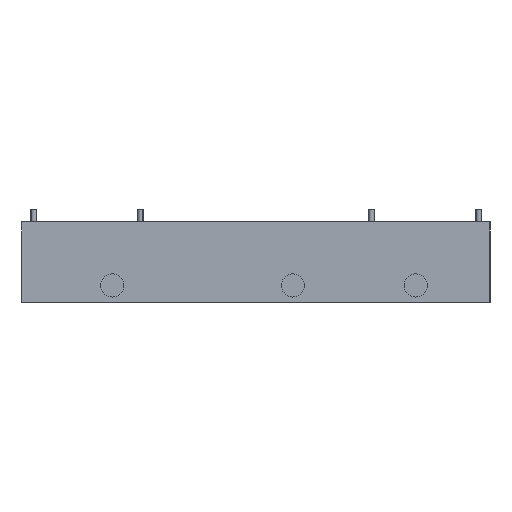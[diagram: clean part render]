
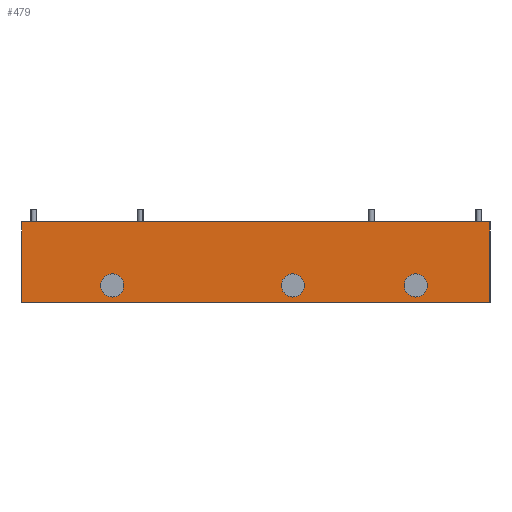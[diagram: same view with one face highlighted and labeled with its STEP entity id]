
A CAD part, left-side view. The second image highlights one B-rep face of the part: STEP entity #479.
In plain terms, the highlighted face is planar.
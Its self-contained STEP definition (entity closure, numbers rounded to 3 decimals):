
#84 = CARTESIAN_POINT ( 'NONE',  ( 148.844, 0., -3.175 ) ) ;
#180 = CARTESIAN_POINT ( 'NONE',  ( 0., 0., 6.35 ) ) ;
#434 = CARTESIAN_POINT ( 'NONE',  ( 257.175, 0., 6.35 ) ) ;
#479 = ADVANCED_FACE ( 'NONE', ( #7254, #526, #8691, #14084 ), #15538, .F. ) ;
#490 = CIRCLE ( 'NONE', #13006, 6.35 ) ;
#526 = FACE_BOUND ( 'NONE', #14923, .T. ) ;
#632 = AXIS2_PLACEMENT_3D ( 'NONE', #180, #10828, #21046 ) ;
#863 = EDGE_CURVE ( 'NONE', #16965, #19072, #13844, .T. ) ;
#968 = DIRECTION ( 'NONE',  ( 0., 0., -1. ) ) ;
#970 = CARTESIAN_POINT ( 'NONE',  ( 49.657, 0., -3.175 ) ) ;
#1135 = CARTESIAN_POINT ( 'NONE',  ( 0., 0., 6.35 ) ) ;
#1430 = VERTEX_POINT ( 'NONE', #17586 ) ;
#1511 = CIRCLE ( 'NONE', #10100, 6.35 ) ;
#1523 = AXIS2_PLACEMENT_3D ( 'NONE', #20055, #4683, #18364 ) ;
#1631 = AXIS2_PLACEMENT_3D ( 'NONE', #21563, #4647, #19781 ) ;
#1741 = ORIENTED_EDGE ( 'NONE', *, *, #4720, .F. ) ;
#1857 = CARTESIAN_POINT ( 'NONE',  ( 0., 0., -38.1 ) ) ;
#2451 = DIRECTION ( 'NONE',  ( 0., 1., 0. ) ) ;
#2746 = ORIENTED_EDGE ( 'NONE', *, *, #19539, .F. ) ;
#2803 = DIRECTION ( 'NONE',  ( 0., 0., 1. ) ) ;
#3015 = ORIENTED_EDGE ( 'NONE', *, *, #7057, .F. ) ;
#3151 = VECTOR ( 'NONE', #21846, 1000. ) ;
#3438 = VECTOR ( 'NONE', #11982, 1000. ) ;
#3617 = VERTEX_POINT ( 'NONE', #20443 ) ;
#3696 = CARTESIAN_POINT ( 'NONE',  ( 257.175, 0., -38.1 ) ) ;
#3802 = EDGE_CURVE ( 'NONE', #17923, #13749, #11873, .T. ) ;
#3961 = VERTEX_POINT ( 'NONE', #434 ) ;
#4647 = DIRECTION ( 'NONE',  ( 0., 1., 0. ) ) ;
#4653 = DIRECTION ( 'NONE',  ( 0., 0., -1. ) ) ;
#4670 = CARTESIAN_POINT ( 'NONE',  ( 49.657, 0., 3.175 ) ) ;
#4683 = DIRECTION ( 'NONE',  ( 0., 1., 0. ) ) ;
#4720 = EDGE_CURVE ( 'NONE', #19072, #16965, #1511, .T. ) ;
#4878 = ORIENTED_EDGE ( 'NONE', *, *, #6610, .F. ) ;
#5372 = VERTEX_POINT ( 'NONE', #17511 ) ;
#6062 = CARTESIAN_POINT ( 'NONE',  ( 216.408, 0., 3.175 ) ) ;
#6209 = VERTEX_POINT ( 'NONE', #1135 ) ;
#6278 = VECTOR ( 'NONE', #12038, 1000. ) ;
#6610 = EDGE_CURVE ( 'NONE', #13749, #3961, #15020, .T. ) ;
#6677 = AXIS2_PLACEMENT_3D ( 'NONE', #970, #2451, #18126 ) ;
#7057 = EDGE_CURVE ( 'NONE', #19814, #5372, #11176, .T. ) ;
#7096 = ORIENTED_EDGE ( 'NONE', *, *, #3802, .F. ) ;
#7254 = FACE_OUTER_BOUND ( 'NONE', #13586, .T. ) ;
#7575 = EDGE_CURVE ( 'NONE', #1430, #3617, #490, .T. ) ;
#7910 = LINE ( 'NONE', #14762, #3151 ) ;
#8691 = FACE_BOUND ( 'NONE', #17167, .T. ) ;
#8848 = CARTESIAN_POINT ( 'NONE',  ( 49.657, 0., -9.525 ) ) ;
#9698 = DIRECTION ( 'NONE',  ( 0., 1., 0. ) ) ;
#10041 = ORIENTED_EDGE ( 'NONE', *, *, #19396, .F. ) ;
#10100 = AXIS2_PLACEMENT_3D ( 'NONE', #16855, #13387, #4653 ) ;
#10420 = EDGE_CURVE ( 'NONE', #3617, #1430, #17769, .T. ) ;
#10828 = DIRECTION ( 'NONE',  ( 0., -1., 0. ) ) ;
#11172 = CARTESIAN_POINT ( 'NONE',  ( 148.844, 0., -3.175 ) ) ;
#11176 = CIRCLE ( 'NONE', #1523, 6.35 ) ;
#11634 = DIRECTION ( 'NONE',  ( 0., 0., -1. ) ) ;
#11873 = LINE ( 'NONE', #3696, #3438 ) ;
#11982 = DIRECTION ( 'NONE',  ( 1., 0., 0. ) ) ;
#12038 = DIRECTION ( 'NONE',  ( 0., 0., -1. ) ) ;
#12044 = AXIS2_PLACEMENT_3D ( 'NONE', #84, #15210, #11634 ) ;
#12564 = ORIENTED_EDGE ( 'NONE', *, *, #7575, .F. ) ;
#13006 = AXIS2_PLACEMENT_3D ( 'NONE', #11172, #9698, #968 ) ;
#13345 = VECTOR ( 'NONE', #2803, 1000. ) ;
#13387 = DIRECTION ( 'NONE',  ( 0., 1., 0. ) ) ;
#13493 = CARTESIAN_POINT ( 'NONE',  ( 0., 0., 6.35 ) ) ;
#13586 = EDGE_LOOP ( 'NONE', ( #4878, #7096, #2746, #21521 ) ) ;
#13749 = VERTEX_POINT ( 'NONE', #19005 ) ;
#13844 = CIRCLE ( 'NONE', #6677, 6.35 ) ;
#14084 = FACE_BOUND ( 'NONE', #20528, .T. ) ;
#14762 = CARTESIAN_POINT ( 'NONE',  ( 0., 0., 6.35 ) ) ;
#14923 = EDGE_LOOP ( 'NONE', ( #12564, #20016 ) ) ;
#15020 = LINE ( 'NONE', #20421, #13345 ) ;
#15210 = DIRECTION ( 'NONE',  ( 0., 1., 0. ) ) ;
#15538 = PLANE ( 'NONE',  #632 ) ;
#15609 = LINE ( 'NONE', #13493, #6278 ) ;
#16855 = CARTESIAN_POINT ( 'NONE',  ( 49.657, 0., -3.175 ) ) ;
#16965 = VERTEX_POINT ( 'NONE', #8848 ) ;
#17167 = EDGE_LOOP ( 'NONE', ( #19328, #1741 ) ) ;
#17335 = EDGE_CURVE ( 'NONE', #3961, #6209, #7910, .T. ) ;
#17511 = CARTESIAN_POINT ( 'NONE',  ( 216.408, 0., -9.525 ) ) ;
#17586 = CARTESIAN_POINT ( 'NONE',  ( 148.844, 0., -9.525 ) ) ;
#17769 = CIRCLE ( 'NONE', #12044, 6.35 ) ;
#17923 = VERTEX_POINT ( 'NONE', #1857 ) ;
#18126 = DIRECTION ( 'NONE',  ( 0., 0., -1. ) ) ;
#18364 = DIRECTION ( 'NONE',  ( 0., 0., -1. ) ) ;
#18827 = CIRCLE ( 'NONE', #1631, 6.35 ) ;
#19005 = CARTESIAN_POINT ( 'NONE',  ( 257.175, 0., -38.1 ) ) ;
#19072 = VERTEX_POINT ( 'NONE', #4670 ) ;
#19328 = ORIENTED_EDGE ( 'NONE', *, *, #863, .F. ) ;
#19396 = EDGE_CURVE ( 'NONE', #5372, #19814, #18827, .T. ) ;
#19539 = EDGE_CURVE ( 'NONE', #6209, #17923, #15609, .T. ) ;
#19781 = DIRECTION ( 'NONE',  ( 0., 0., -1. ) ) ;
#19814 = VERTEX_POINT ( 'NONE', #6062 ) ;
#20016 = ORIENTED_EDGE ( 'NONE', *, *, #10420, .F. ) ;
#20055 = CARTESIAN_POINT ( 'NONE',  ( 216.408, 0., -3.175 ) ) ;
#20421 = CARTESIAN_POINT ( 'NONE',  ( 257.175, 0., 6.35 ) ) ;
#20443 = CARTESIAN_POINT ( 'NONE',  ( 148.844, 0., 3.175 ) ) ;
#20528 = EDGE_LOOP ( 'NONE', ( #10041, #3015 ) ) ;
#21046 = DIRECTION ( 'NONE',  ( 0., 0., -1. ) ) ;
#21521 = ORIENTED_EDGE ( 'NONE', *, *, #17335, .F. ) ;
#21563 = CARTESIAN_POINT ( 'NONE',  ( 216.408, 0., -3.175 ) ) ;
#21846 = DIRECTION ( 'NONE',  ( -1., 0., 0. ) ) ;
